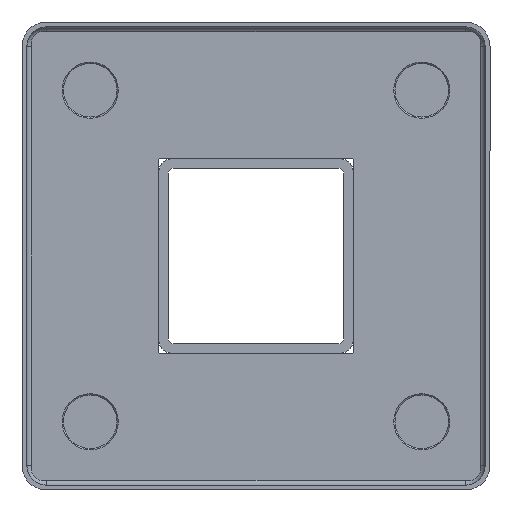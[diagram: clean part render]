
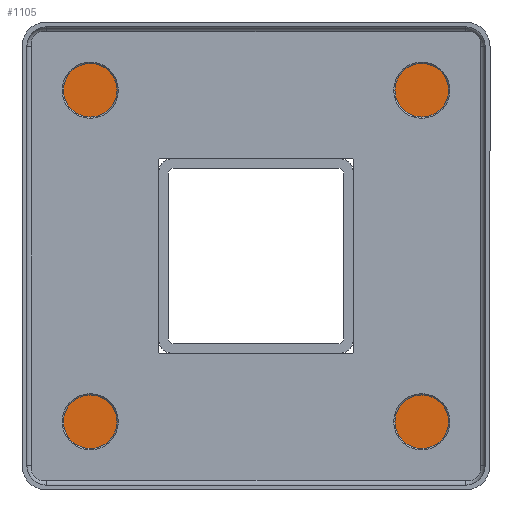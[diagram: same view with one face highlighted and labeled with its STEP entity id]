
A CAD part, front view. The second image highlights one B-rep face of the part: STEP entity #1105.
In plain terms, the highlighted face is planar.
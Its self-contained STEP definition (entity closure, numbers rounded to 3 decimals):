
#12 = DIRECTION ( 'NONE',  ( 1., 0., 0. ) ) ;
#90 = CARTESIAN_POINT ( 'NONE',  ( 43., 43., 19. ) ) ;
#96 = CIRCLE ( 'NONE', #3396, 2. ) ;
#104 = EDGE_CURVE ( 'NONE', #1617, #3553, #96, .T. ) ;
#114 = CARTESIAN_POINT ( 'NONE',  ( -18.75, 20.25, 19. ) ) ;
#133 = VECTOR ( 'NONE', #438, 1000. ) ;
#157 = CARTESIAN_POINT ( 'NONE',  ( 0., 0., 19. ) ) ;
#187 = LINE ( 'NONE', #3567, #2092 ) ;
#319 = VECTOR ( 'NONE', #3058, 1000. ) ;
#334 = DIRECTION ( 'NONE',  ( 1., 0., 0. ) ) ;
#394 = FACE_OUTER_BOUND ( 'NONE', #3201, .T. ) ;
#438 = DIRECTION ( 'NONE',  ( 0., -1., 0. ) ) ;
#455 = EDGE_CURVE ( 'NONE', #2028, #672, #1289, .T. ) ;
#499 = CARTESIAN_POINT ( 'NONE',  ( 18.75, 18.75, 19. ) ) ;
#529 = LINE ( 'NONE', #1139, #133 ) ;
#568 = EDGE_CURVE ( 'NONE', #1032, #1655, #2636, .T. ) ;
#623 = LINE ( 'NONE', #3724, #1272 ) ;
#630 = CARTESIAN_POINT ( 'NONE',  ( 43., -43., 19. ) ) ;
#634 = CARTESIAN_POINT ( 'NONE',  ( 18.75, -18.75, 19. ) ) ;
#640 = LINE ( 'NONE', #3011, #1103 ) ;
#641 = CARTESIAN_POINT ( 'NONE',  ( 45., 43., 19. ) ) ;
#658 = DIRECTION ( 'NONE',  ( 1., 0., 0. ) ) ;
#662 = CARTESIAN_POINT ( 'NONE',  ( -43., -43., 19. ) ) ;
#672 = VERTEX_POINT ( 'NONE', #2994 ) ;
#701 = AXIS2_PLACEMENT_3D ( 'NONE', #634, #3691, #658 ) ;
#736 = EDGE_CURVE ( 'NONE', #1269, #1032, #640, .T. ) ;
#755 = DIRECTION ( 'NONE',  ( 1., 0., 0. ) ) ;
#799 = DIRECTION ( 'NONE',  ( 1., 0., 0. ) ) ;
#813 = ORIENTED_EDGE ( 'NONE', *, *, #1627, .T. ) ;
#821 = EDGE_CURVE ( 'NONE', #1247, #2028, #1707, .T. ) ;
#859 = EDGE_CURVE ( 'NONE', #1655, #1475, #868, .T. ) ;
#868 = LINE ( 'NONE', #3395, #914 ) ;
#895 = LINE ( 'NONE', #1504, #319 ) ;
#914 = VECTOR ( 'NONE', #3721, 1000. ) ;
#988 = EDGE_CURVE ( 'NONE', #2080, #1600, #2731, .T. ) ;
#1014 = AXIS2_PLACEMENT_3D ( 'NONE', #2792, #3686, #12 ) ;
#1032 = VERTEX_POINT ( 'NONE', #114 ) ;
#1049 = CARTESIAN_POINT ( 'NONE',  ( 0., -20.25, 19. ) ) ;
#1103 = VECTOR ( 'NONE', #3905, 1000. ) ;
#1105 = ADVANCED_FACE ( 'NONE', ( #2486, #394 ), #3517, .F. ) ;
#1110 = ORIENTED_EDGE ( 'NONE', *, *, #3383, .T. ) ;
#1139 = CARTESIAN_POINT ( 'NONE',  ( -45., 0., 19. ) ) ;
#1168 = ORIENTED_EDGE ( 'NONE', *, *, #988, .T. ) ;
#1247 = VERTEX_POINT ( 'NONE', #2128 ) ;
#1260 = VERTEX_POINT ( 'NONE', #3663 ) ;
#1262 = CARTESIAN_POINT ( 'NONE',  ( -45., -43., 19. ) ) ;
#1269 = VERTEX_POINT ( 'NONE', #2184 ) ;
#1272 = VECTOR ( 'NONE', #2501, 1000. ) ;
#1289 = LINE ( 'NONE', #3202, #2968 ) ;
#1308 = CARTESIAN_POINT ( 'NONE',  ( -43., 43., 19. ) ) ;
#1309 = EDGE_CURVE ( 'NONE', #3388, #3182, #3635, .T. ) ;
#1345 = DIRECTION ( 'NONE',  ( 0., 0., -1. ) ) ;
#1361 = DIRECTION ( 'NONE',  ( 1., 0., 0. ) ) ;
#1365 = EDGE_CURVE ( 'NONE', #2080, #3182, #187, .T. ) ;
#1380 = CARTESIAN_POINT ( 'NONE',  ( -18.75, -20.25, 19. ) ) ;
#1475 = VERTEX_POINT ( 'NONE', #2196 ) ;
#1492 = CARTESIAN_POINT ( 'NONE',  ( -45., 43., 19. ) ) ;
#1504 = CARTESIAN_POINT ( 'NONE',  ( 45., 0., 19. ) ) ;
#1563 = EDGE_CURVE ( 'NONE', #3388, #3553, #529, .T. ) ;
#1600 = VERTEX_POINT ( 'NONE', #641 ) ;
#1617 = VERTEX_POINT ( 'NONE', #2428 ) ;
#1621 = ORIENTED_EDGE ( 'NONE', *, *, #1930, .T. ) ;
#1627 = EDGE_CURVE ( 'NONE', #1475, #3246, #2819, .T. ) ;
#1651 = AXIS2_PLACEMENT_3D ( 'NONE', #3560, #2972, #799 ) ;
#1655 = VERTEX_POINT ( 'NONE', #2480 ) ;
#1703 = DIRECTION ( 'NONE',  ( 1., 0., 0. ) ) ;
#1707 = CIRCLE ( 'NONE', #701, 1.5 ) ;
#1847 = ORIENTED_EDGE ( 'NONE', *, *, #1563, .F. ) ;
#1854 = VERTEX_POINT ( 'NONE', #2832 ) ;
#1930 = EDGE_CURVE ( 'NONE', #3246, #1247, #3432, .T. ) ;
#1951 = ORIENTED_EDGE ( 'NONE', *, *, #821, .T. ) ;
#2028 = VERTEX_POINT ( 'NONE', #3254 ) ;
#2075 = EDGE_CURVE ( 'NONE', #672, #1269, #2528, .T. ) ;
#2080 = VERTEX_POINT ( 'NONE', #2655 ) ;
#2092 = VECTOR ( 'NONE', #2618, 1000. ) ;
#2093 = ORIENTED_EDGE ( 'NONE', *, *, #104, .T. ) ;
#2103 = DIRECTION ( 'NONE',  ( 1., 0., 0. ) ) ;
#2128 = CARTESIAN_POINT ( 'NONE',  ( 18.75, -20.25, 19. ) ) ;
#2140 = DIRECTION ( 'NONE',  ( 0., 0., -1. ) ) ;
#2150 = AXIS2_PLACEMENT_3D ( 'NONE', #499, #3869, #1703 ) ;
#2184 = CARTESIAN_POINT ( 'NONE',  ( 18.75, 20.25, 19. ) ) ;
#2196 = CARTESIAN_POINT ( 'NONE',  ( -20.25, -18.75, 19. ) ) ;
#2202 = AXIS2_PLACEMENT_3D ( 'NONE', #90, #3772, #3743 ) ;
#2285 = DIRECTION ( 'NONE',  ( 0., 0., 1. ) ) ;
#2364 = EDGE_CURVE ( 'NONE', #1617, #1260, #623, .T. ) ;
#2428 = CARTESIAN_POINT ( 'NONE',  ( -43., -45., 19. ) ) ;
#2433 = ORIENTED_EDGE ( 'NONE', *, *, #3414, .F. ) ;
#2453 = ORIENTED_EDGE ( 'NONE', *, *, #1309, .T. ) ;
#2480 = CARTESIAN_POINT ( 'NONE',  ( -20.25, 18.75, 19. ) ) ;
#2486 = FACE_BOUND ( 'NONE', #3654, .T. ) ;
#2501 = DIRECTION ( 'NONE',  ( 1., 0., 0. ) ) ;
#2528 = CIRCLE ( 'NONE', #2150, 1.5 ) ;
#2529 = ORIENTED_EDGE ( 'NONE', *, *, #859, .T. ) ;
#2611 = ORIENTED_EDGE ( 'NONE', *, *, #2364, .F. ) ;
#2618 = DIRECTION ( 'NONE',  ( -1., 0., 0. ) ) ;
#2626 = VECTOR ( 'NONE', #1361, 1000. ) ;
#2636 = CIRCLE ( 'NONE', #1651, 1.5 ) ;
#2643 = ORIENTED_EDGE ( 'NONE', *, *, #568, .T. ) ;
#2655 = CARTESIAN_POINT ( 'NONE',  ( 43., 45., 19. ) ) ;
#2731 = CIRCLE ( 'NONE', #2202, 2. ) ;
#2792 = CARTESIAN_POINT ( 'NONE',  ( -18.75, -18.75, 19. ) ) ;
#2801 = AXIS2_PLACEMENT_3D ( 'NONE', #1308, #1345, #3450 ) ;
#2819 = CIRCLE ( 'NONE', #1014, 1.5 ) ;
#2832 = CARTESIAN_POINT ( 'NONE',  ( 45., -43., 19. ) ) ;
#2904 = CARTESIAN_POINT ( 'NONE',  ( -43., 45., 19. ) ) ;
#2964 = ORIENTED_EDGE ( 'NONE', *, *, #736, .T. ) ;
#2968 = VECTOR ( 'NONE', #3173, 1000. ) ;
#2972 = DIRECTION ( 'NONE',  ( 0., 0., 1. ) ) ;
#2994 = CARTESIAN_POINT ( 'NONE',  ( 20.25, 18.75, 19. ) ) ;
#3011 = CARTESIAN_POINT ( 'NONE',  ( 0., 20.25, 19. ) ) ;
#3058 = DIRECTION ( 'NONE',  ( 0., 1., 0. ) ) ;
#3077 = DIRECTION ( 'NONE',  ( 0., 0., -1. ) ) ;
#3151 = ORIENTED_EDGE ( 'NONE', *, *, #2075, .T. ) ;
#3173 = DIRECTION ( 'NONE',  ( 0., 1., 0. ) ) ;
#3182 = VERTEX_POINT ( 'NONE', #2904 ) ;
#3201 = EDGE_LOOP ( 'NONE', ( #1168, #2433, #1110, #2611, #2093, #1847, #2453, #3879 ) ) ;
#3202 = CARTESIAN_POINT ( 'NONE',  ( 20.25, 0., 19. ) ) ;
#3246 = VERTEX_POINT ( 'NONE', #1380 ) ;
#3254 = CARTESIAN_POINT ( 'NONE',  ( 20.25, -18.75, 19. ) ) ;
#3365 = AXIS2_PLACEMENT_3D ( 'NONE', #630, #2140, #2103 ) ;
#3383 = EDGE_CURVE ( 'NONE', #1854, #1260, #3573, .T. ) ;
#3388 = VERTEX_POINT ( 'NONE', #1492 ) ;
#3395 = CARTESIAN_POINT ( 'NONE',  ( -20.25, 0., 19. ) ) ;
#3396 = AXIS2_PLACEMENT_3D ( 'NONE', #662, #3077, #334 ) ;
#3414 = EDGE_CURVE ( 'NONE', #1854, #1600, #895, .T. ) ;
#3419 = ORIENTED_EDGE ( 'NONE', *, *, #455, .T. ) ;
#3432 = LINE ( 'NONE', #1049, #2626 ) ;
#3450 = DIRECTION ( 'NONE',  ( 1., 0., 0. ) ) ;
#3488 = AXIS2_PLACEMENT_3D ( 'NONE', #157, #2285, #755 ) ;
#3517 = PLANE ( 'NONE',  #3488 ) ;
#3553 = VERTEX_POINT ( 'NONE', #1262 ) ;
#3560 = CARTESIAN_POINT ( 'NONE',  ( -18.75, 18.75, 19. ) ) ;
#3567 = CARTESIAN_POINT ( 'NONE',  ( 0., 45., 19. ) ) ;
#3573 = CIRCLE ( 'NONE', #3365, 2. ) ;
#3635 = CIRCLE ( 'NONE', #2801, 2. ) ;
#3654 = EDGE_LOOP ( 'NONE', ( #2529, #813, #1621, #1951, #3419, #3151, #2964, #2643 ) ) ;
#3663 = CARTESIAN_POINT ( 'NONE',  ( 43., -45., 19. ) ) ;
#3686 = DIRECTION ( 'NONE',  ( 0., 0., 1. ) ) ;
#3691 = DIRECTION ( 'NONE',  ( 0., 0., 1. ) ) ;
#3721 = DIRECTION ( 'NONE',  ( 0., -1., 0. ) ) ;
#3724 = CARTESIAN_POINT ( 'NONE',  ( 0., -45., 19. ) ) ;
#3743 = DIRECTION ( 'NONE',  ( 1., 0., 0. ) ) ;
#3772 = DIRECTION ( 'NONE',  ( 0., 0., -1. ) ) ;
#3869 = DIRECTION ( 'NONE',  ( 0., 0., 1. ) ) ;
#3879 = ORIENTED_EDGE ( 'NONE', *, *, #1365, .F. ) ;
#3905 = DIRECTION ( 'NONE',  ( -1., 0., 0. ) ) ;
